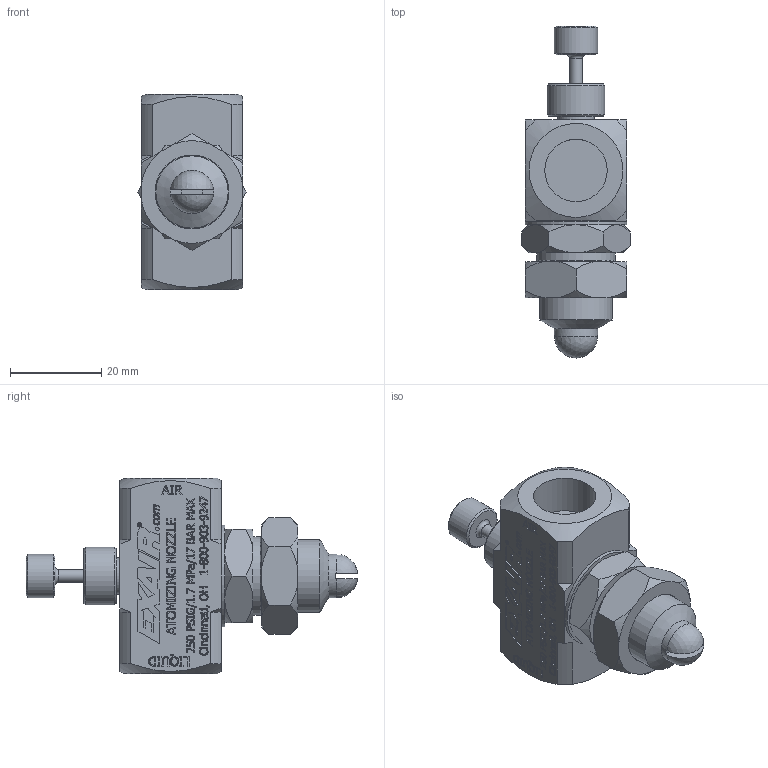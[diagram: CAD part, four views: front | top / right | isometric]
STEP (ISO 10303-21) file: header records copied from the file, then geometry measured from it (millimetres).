
FILE_DESCRIPTION((''),'2;1');
FILE_NAME('AF1050SS.stp','2011-04-13T14:12:35',('Michael Witt'),(''),'Autodesk Inventor 2011','Autodesk Inventor 2011','');
FILE_SCHEMA(('AUTOMOTIVE_DESIGN { 1 0 10303 214 1 1 1 1 }'));
Length unit declared in the file: inch
Products named in the file (1): AF1050SS for assembly_Shrinkwrap_1
Bounding box: 23.83 x 72.92 x 42.86 mm (x, y, z)
Volume: 27214.3 mm3; surface area: 8824.2 mm2
Topology: 1 solids, 1 shells, 1337 faces, 3603 edges, 2399 vertices
Faces by surface type: plane 818, bspline 444, cone 47, cylinder 25, sphere 2, torus 1
Full cylindrical faces by diameter (mm): 2.794 x2, 4.143 x1, 4.166 x1, 4.597 x1, 7.938 x1, 9.525 x3, 12.7 x1, 13.716 x2, 15.875 x1, 16.256 x1, 17.277 x1, 19.05 x1, 22.225 x1
Entity records: 43760 total; most frequent: CARTESIAN_POINT 13461, ORIENTED_EDGE 7118, DIRECTION 4485, EDGE_CURVE 3559, VECTOR 2503, LINE 2503, VERTEX_POINT 2387, EDGE_LOOP 1500
